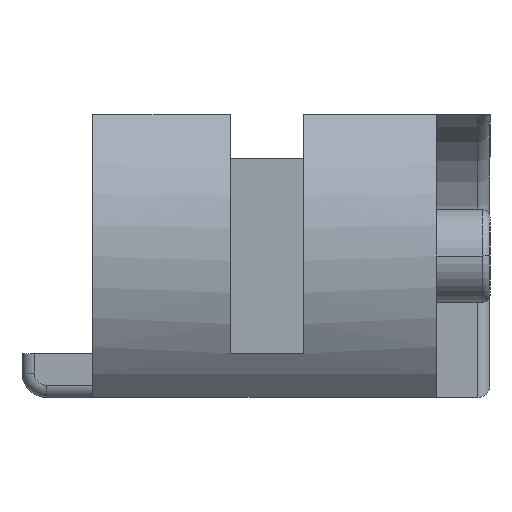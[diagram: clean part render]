
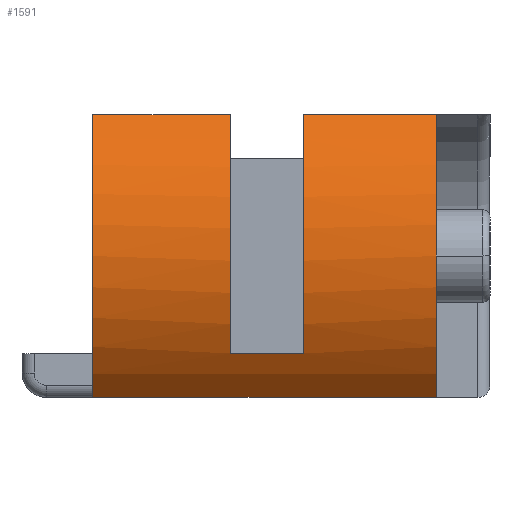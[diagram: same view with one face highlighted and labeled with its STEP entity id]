
A CAD part, left-side view. The second image highlights one B-rep face of the part: STEP entity #1591.
In plain terms, the highlighted cylindrical face has radius 8.132 mm (diameter 16.264 mm), a partial arc.
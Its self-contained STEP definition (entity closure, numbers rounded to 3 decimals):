
#129=DIRECTION('',(0.,-1.,0.));
#130=VECTOR('',#129,5.65);
#131=CARTESIAN_POINT('',(-24.6,6.7,9.8));
#132=LINE('',#131,#130);
#237=DIRECTION('',(0.,-1.,0.));
#238=VECTOR('',#237,5.45);
#239=CARTESIAN_POINT('',(-24.6,-1.95,9.8));
#240=LINE('',#239,#238);
#290=CARTESIAN_POINT('',(-18.9,6.7,4.));
#291=DIRECTION('',(0.,-1.,0.));
#292=DIRECTION('',(-0.701,0.,0.713));
#293=AXIS2_PLACEMENT_3D('',#290,#291,#292);
#384=DIRECTION('',(0.,-1.,0.));
#385=VECTOR('',#384,14.1);
#386=CARTESIAN_POINT('',(-24.6,6.7,-1.8));
#387=LINE('',#386,#385);
#412=CARTESIAN_POINT('',(-18.9,1.05,4.));
#413=DIRECTION('',(0.,-1.,0.));
#414=DIRECTION('',(-0.701,0.,0.713));
#415=AXIS2_PLACEMENT_3D('',#412,#413,#414);
#417=DIRECTION('',(0.,-1.,0.));
#418=VECTOR('',#417,3.);
#419=CARTESIAN_POINT('',(-25.98,1.05,0.));
#420=LINE('',#419,#418);
#421=CARTESIAN_POINT('',(-18.9,-1.95,4.));
#422=DIRECTION('',(0.,1.,0.));
#423=DIRECTION('',(-0.871,0.,-0.492));
#424=AXIS2_PLACEMENT_3D('',#421,#422,#423);
#436=CARTESIAN_POINT('',(-18.9,-7.4,4.));
#437=DIRECTION('',(0.,-1.,0.));
#438=DIRECTION('',(-0.701,0.,0.713));
#439=AXIS2_PLACEMENT_3D('',#436,#437,#438);
#945=CARTESIAN_POINT('',(-24.6,6.7,-1.8));
#946=CARTESIAN_POINT('',(-24.6,-7.4,-1.8));
#947=VERTEX_POINT('',#945);
#948=VERTEX_POINT('',#946);
#949=CARTESIAN_POINT('',(-24.6,6.7,9.8));
#950=VERTEX_POINT('',#949);
#951=CARTESIAN_POINT('',(-24.6,-7.4,9.8));
#952=VERTEX_POINT('',#951);
#1089=CARTESIAN_POINT('',(-24.6,1.05,9.8));
#1090=VERTEX_POINT('',#1089);
#1091=CARTESIAN_POINT('',(-24.6,-1.95,9.8));
#1092=VERTEX_POINT('',#1091);
#1093=CARTESIAN_POINT('',(-25.98,1.05,0.));
#1094=VERTEX_POINT('',#1093);
#1095=CARTESIAN_POINT('',(-25.98,-1.95,0.));
#1096=VERTEX_POINT('',#1095);
#1574=CARTESIAN_POINT('',(-18.9,-7.4,4.));
#1575=DIRECTION('',(0.,-1.,0.));
#1576=DIRECTION('',(1.,0.,0.));
#1577=AXIS2_PLACEMENT_3D('',#1574,#1575,#1576);
#1578=CYLINDRICAL_SURFACE('',#1577,8.132);
#1579=ORIENTED_EDGE('',*,*,#1338,.T.);
#1580=ORIENTED_EDGE('',*,*,#1150,.T.);
#1582=ORIENTED_EDGE('',*,*,#1581,.T.);
#1583=ORIENTED_EDGE('',*,*,#1312,.T.);
#1585=ORIENTED_EDGE('',*,*,#1584,.T.);
#1586=ORIENTED_EDGE('',*,*,#1557,.F.);
#1587=ORIENTED_EDGE('',*,*,#1403,.F.);
#1588=ORIENTED_EDGE('',*,*,#1259,.T.);
#1589=EDGE_LOOP('',(#1579,#1580,#1582,#1583,#1585,#1586,#1587,#1588));
#1590=FACE_OUTER_BOUND('',#1589,.F.);
#1591=ADVANCED_FACE('',(#1590),#1578,.T.);
#294=CIRCLE('',#293,8.132);
#416=CIRCLE('',#415,8.132);
#425=CIRCLE('',#424,8.132);
#440=CIRCLE('',#439,8.132);
#1150=EDGE_CURVE('',#1094,#1096,#420,.T.);
#1259=EDGE_CURVE('',#950,#1090,#132,.T.);
#1312=EDGE_CURVE('',#1092,#952,#240,.T.);
#1338=EDGE_CURVE('',#1090,#1094,#416,.T.);
#1403=EDGE_CURVE('',#950,#947,#294,.T.);
#1557=EDGE_CURVE('',#947,#948,#387,.T.);
#1581=EDGE_CURVE('',#1096,#1092,#425,.T.);
#1584=EDGE_CURVE('',#952,#948,#440,.T.);
